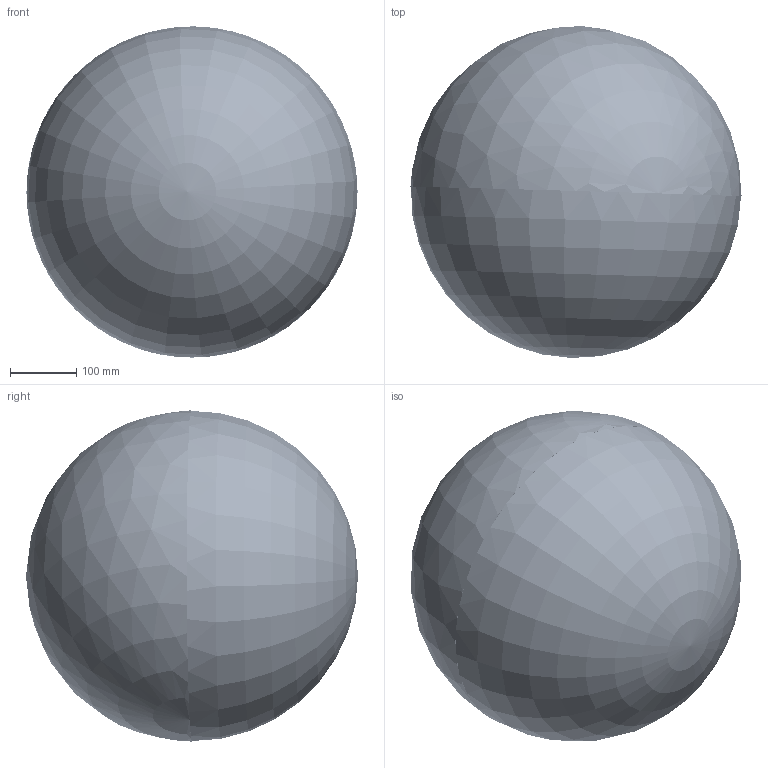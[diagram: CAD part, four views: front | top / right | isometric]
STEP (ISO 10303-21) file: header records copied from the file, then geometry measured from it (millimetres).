
FILE_DESCRIPTION (( 'STEP AP203' ), '1' );
FILE_NAME ('Final Gyrosphere.sri.STEP', '2021-12-24T04:55:59', ( '' ), ( '' ), 'SwSTEP 2.0', 'SolidWorks 2021', '' );
FILE_SCHEMA (( 'CONFIG_CONTROL_DESIGN' ));
Length unit declared in the file: metre
Products named in the file (21): Part4.1-Rim_Standard; Assem5_Standard; Part1-Bottom sphere_Standard; Part4.2- Bush_Standard; instrument ball bearing_68_am_AFBMA 12.1.4.1 - 0050-11 - 10,SI,NC,10_68; Ball.STEP_Standard; Assem Holonomic wheel_Standard; Final Gyrosphere.sri; round head rivet as1_AS B118 Round - 0.375 x 0.5; Assem1_Standard; Part4.4-Pin_Standard; Part2-Top sphere_Standard; Part5.1-Ball wheel bottom_Standard; Part3-Tetrahedral skeleton_Standard; Part4.5- Rim Hub_Standard; Caster Ball Wheel.STEP_Standard; Part4.3-Roller_Standard; countersunk head (90 degree) rivet as1_AS B118 C90 - 0.375 x 0.75; Wheel''''s Body.STEP_Standard; Part6_Standard; Assem2_Standard
Assembly tree (36 placements, depth 5):
  Final Gyrosphere.sri
    Part3-Tetrahedral skeleton_Standard
    Assem1_Standard  x3
      Assem2_Standard
        Part4.1-Rim_Standard  x2
        Assem Holonomic wheel_Standard  x5
          Part4.3-Roller_Standard
          Part4.4-Pin_Standard
          instrument ball bearing_68_am_AFBMA 12.1.4.1 - 0050-11 - 10,SI,NC,10_68
        countersunk head (90 degree) rivet as1_AS B118 C90 - 0.375 x 0.75  x5
        round head rivet as1_AS B118 Round - 0.375 x 0.5  x3
      Part4.2- Bush_Standard
      Part4.5- Rim Hub_Standard
    Assem5_Standard
      Caster Ball Wheel.STEP_Standard
        Wheel''''s Body.STEP_Standard
        Ball.STEP_Standard
      Part5.1-Ball wheel bottom_Standard
    Part6_Standard
    Part1-Bottom sphere_Standard
    Part2-Top sphere_Standard
Bounding box: 499.79 x 500.9 x 500 mm (x, y, z)
Volume: 10190095.6 mm3; surface area: 2244772.1 mm2
Topology: 196 solids, 196 shells, 3726 faces, 8089 edges, 4973 vertices
Faces by surface type: cylinder 1756, torus 985, plane 849, cone 86, sphere 50
Entity records: 11180 total; most frequent: DIRECTION 1723, CARTESIAN_POINT 1444, ORIENTED_EDGE 1318, AXIS2_PLACEMENT_3D 740, EDGE_CURVE 659, VERTEX_POINT 421, CIRCLE 406, EDGE_LOOP 358
